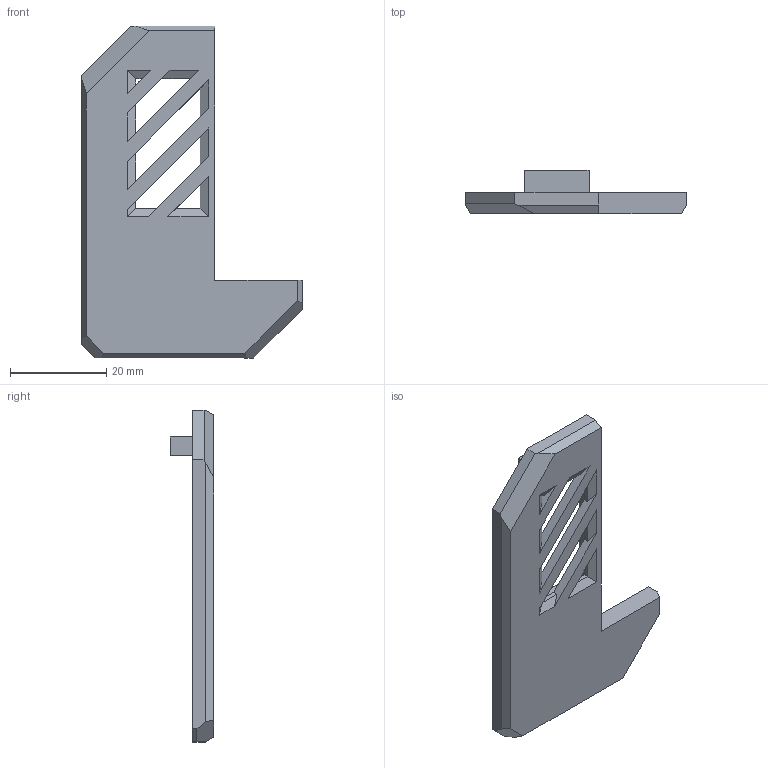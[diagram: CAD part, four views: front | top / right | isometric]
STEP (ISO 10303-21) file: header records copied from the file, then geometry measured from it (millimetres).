
FILE_DESCRIPTION(/* description */ ('STEP AP242','CAx-IF Rec.Pracs.---Representation and Presentation of Product Manufacturing Information (PMI)---4.0---2014-10-13','CAx-IF Rec.Pracs.---3D Tessellated Geometry---0.4---2014-09-14','2;1'),/* implementation_level */ '2;1');
FILE_NAME(/* name */ '660bfb30962ad809f5598ab2',/* time_stamp */ '2024-04-02T12:33:53Z',/* author */ (''),/* organization */ (''),/* preprocessor_version */ 'ST-DEVELOPER v19.4',/* originating_system */ ' ',/* authorisation */ ' ');
FILE_SCHEMA (('AP242_MANAGED_MODEL_BASED_3D_ENGINEERING_MIM_LF { 1 0 10303 442 1 1 4 }'));
Length unit declared in the file: metre
Products named in the file (1): Controller Cover
Bounding box: 45.8 x 9 x 68.9 mm (x, y, z)
Volume: 6380.5 mm3; surface area: 5484.4 mm2
Topology: 1 solids, 1 shells, 77 faces, 207 edges, 137 vertices
Faces by surface type: plane 73, cylinder 4
Full cylindrical faces by diameter (mm): 2.6 x3
Entity records: 2392 total; most frequent: CARTESIAN_POINT 419, ORIENTED_EDGE 408, DIRECTION 368, EDGE_CURVE 204, LINE 196, VECTOR 196, VERTEX_POINT 137, EDGE_LOOP 95
